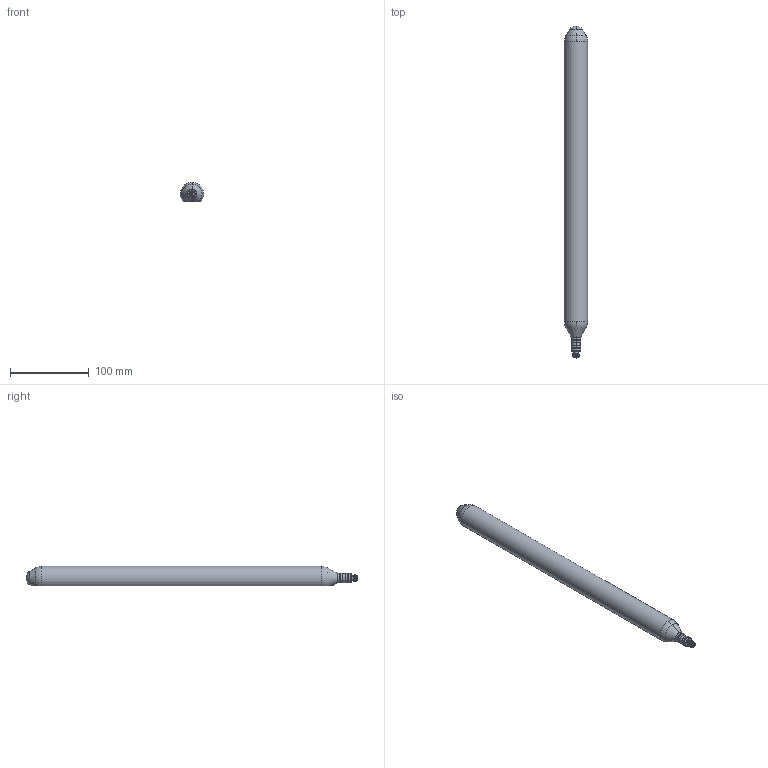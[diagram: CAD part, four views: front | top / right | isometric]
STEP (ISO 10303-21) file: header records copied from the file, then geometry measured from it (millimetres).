
FILE_DESCRIPTION (( 'STEP AP203' ), '1' );
FILE_NAME ('ABE-Z30-350-D12_outline.STEP', '2021-02-12T14:41:49', ( '' ), ( '' ), 'SwSTEP 2.0', 'SolidWorks 2020', '' );
FILE_SCHEMA (( 'CONFIG_CONTROL_DESIGN' ));
Length unit declared in the file: millimetre
Products named in the file (1): ABE-Z30-350-D12_outline
Bounding box: 29.54 x 420.5 x 24.5 mm (x, y, z)
Surface area: 36619.2 mm2 (no closed solid volume)
Topology: 0 solids, 11 shells, 89 faces, 253 edges, 165 vertices
Faces by surface type: cylinder 31, plane 23, cone 16, torus 14, bspline 5
Entity records: 3610 total; most frequent: CARTESIAN_POINT 1246, DIRECTION 521, ORIENTED_EDGE 419, EDGE_CURVE 247, AXIS2_PLACEMENT_3D 222, VERTEX_POINT 165, CIRCLE 137, EDGE_LOOP 104
